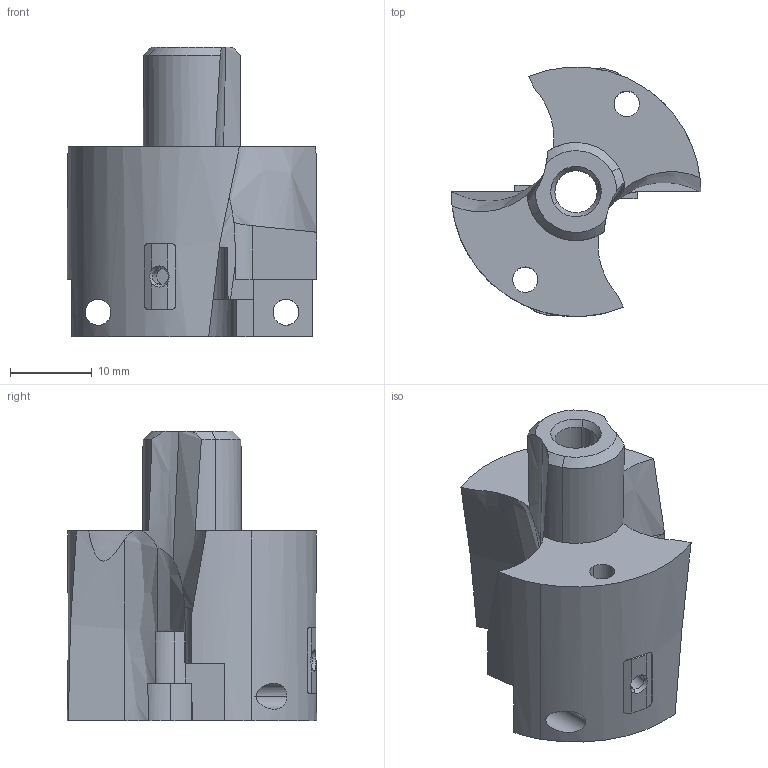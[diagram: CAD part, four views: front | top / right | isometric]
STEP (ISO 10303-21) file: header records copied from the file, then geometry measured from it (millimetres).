
FILE_DESCRIPTION(('CATIA V5 STEP Exchange','CAx-IF Rec.Pracs.--- Model Styling and Organization---1.2---2011-12-15'),'2;1');
FILE_NAME('TNDH 3100-C30-TP.stp','2019-04-04T00:05:31+00:00',('none'),('none'),'CATIA Version 5 Release 21 SP 5 (IN-10)','CATIA V5 STEP AP214','none');
FILE_SCHEMA(('AUTOMOTIVE_DESIGN { 1 0 10303 214 1 1 1 1 }'));
Length unit declared in the file: millimetre
Products named in the file (1): TNDH 3100-C30-TP
Bounding box: 30.5 x 30.48 x 35.41 mm (x, y, z)
Volume: 8762.4 mm3; surface area: 4741.6 mm2
Topology: 1 solids, 1 shells, 112 faces, 308 edges, 200 vertices
Faces by surface type: cylinder 52, plane 36, bspline 14, cone 10
Entity records: 3954 total; most frequent: CARTESIAN_POINT 1496, ORIENTED_EDGE 616, EDGE_CURVE 308, DIRECTION 301, VERTEX_POINT 200, AXIS2_PLACEMENT_3D 135, EDGE_LOOP 124, B_SPLINE_CURVE_WITH_KNOTS 119
